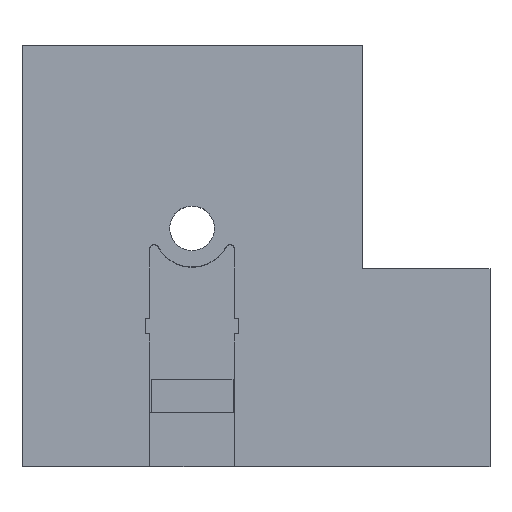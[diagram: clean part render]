
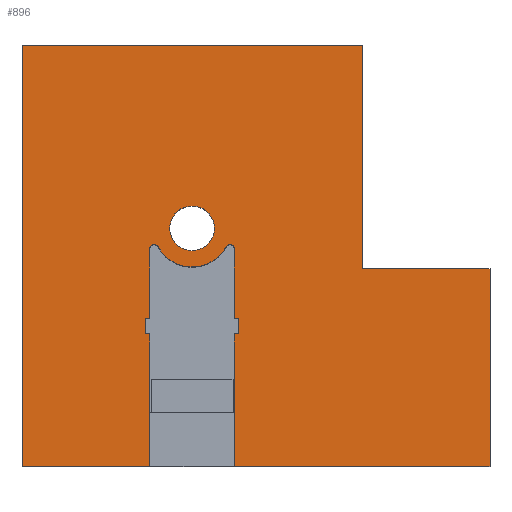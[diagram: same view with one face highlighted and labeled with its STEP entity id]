
A CAD part, top view. The second image highlights one B-rep face of the part: STEP entity #896.
In plain terms, the highlighted planar face has unit normal (0, 0, 1).
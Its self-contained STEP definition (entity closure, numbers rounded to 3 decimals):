
#56=CARTESIAN_POINT('Line Origine',(4.29,0.,14.9)) ;
#60=CARTESIAN_POINT('Vertex',(8.58,0.,14.9)) ;
#62=CARTESIAN_POINT('Vertex',(0.,0.,14.9)) ;
#83=CARTESIAN_POINT('Vertex',(31.45,0.,14.9)) ;
#86=CARTESIAN_POINT('Line Origine',(22.865,0.,14.9)) ;
#90=CARTESIAN_POINT('Vertex',(14.28,0.,14.9)) ;
#729=CARTESIAN_POINT('Axis2P3D Location',(0.,28.3,14.9)) ;
#734=CARTESIAN_POINT('Line Origine',(31.45,6.65,14.9)) ;
#738=CARTESIAN_POINT('Vertex',(31.45,13.3,14.9)) ;
#741=CARTESIAN_POINT('Line Origine',(27.155,13.3,14.9)) ;
#745=CARTESIAN_POINT('Vertex',(22.86,13.3,14.9)) ;
#748=CARTESIAN_POINT('Line Origine',(22.86,20.8,14.9)) ;
#752=CARTESIAN_POINT('Vertex',(22.86,28.3,14.9)) ;
#755=CARTESIAN_POINT('Line Origine',(11.43,28.3,14.9)) ;
#759=CARTESIAN_POINT('Vertex',(0.,28.3,14.9)) ;
#762=CARTESIAN_POINT('Line Origine',(0.,14.15,14.9)) ;
#767=CARTESIAN_POINT('Line Origine',(8.58,4.45,14.9)) ;
#771=CARTESIAN_POINT('Vertex',(8.58,8.9,14.9)) ;
#774=CARTESIAN_POINT('Line Origine',(8.43,8.9,14.9)) ;
#778=CARTESIAN_POINT('Vertex',(8.28,8.9,14.9)) ;
#781=CARTESIAN_POINT('Line Origine',(8.28,9.425,14.9)) ;
#785=CARTESIAN_POINT('Vertex',(8.28,9.95,14.9)) ;
#788=CARTESIAN_POINT('Line Origine',(8.43,9.95,14.9)) ;
#792=CARTESIAN_POINT('Vertex',(8.58,9.95,14.9)) ;
#795=CARTESIAN_POINT('Line Origine',(8.58,12.284,14.9)) ;
#799=CARTESIAN_POINT('Vertex',(8.58,14.619,14.9)) ;
#802=CARTESIAN_POINT('Axis2P3D Location',(8.88,14.619,14.9)) ;
#806=CARTESIAN_POINT('Vertex',(9.144,14.762,14.9)) ;
#809=CARTESIAN_POINT('Axis2P3D Location',(11.43,16.,14.9)) ;
#813=CARTESIAN_POINT('Vertex',(13.716,14.762,14.9)) ;
#816=CARTESIAN_POINT('Axis2P3D Location',(13.98,14.619,14.9)) ;
#820=CARTESIAN_POINT('Vertex',(14.28,14.619,14.9)) ;
#823=CARTESIAN_POINT('Line Origine',(14.28,12.284,14.9)) ;
#827=CARTESIAN_POINT('Vertex',(14.28,9.95,14.9)) ;
#830=CARTESIAN_POINT('Line Origine',(14.43,9.95,14.9)) ;
#834=CARTESIAN_POINT('Vertex',(14.58,9.95,14.9)) ;
#837=CARTESIAN_POINT('Line Origine',(14.58,9.425,14.9)) ;
#841=CARTESIAN_POINT('Vertex',(14.58,8.9,14.9)) ;
#844=CARTESIAN_POINT('Line Origine',(14.43,8.9,14.9)) ;
#848=CARTESIAN_POINT('Vertex',(14.28,8.9,14.9)) ;
#851=CARTESIAN_POINT('Line Origine',(14.28,4.45,14.9)) ;
#878=CARTESIAN_POINT('Axis2P3D Location',(11.43,16.,14.9)) ;
#882=CARTESIAN_POINT('Vertex',(12.93,16.,14.9)) ;
#884=CARTESIAN_POINT('Vertex',(9.93,16.,14.9)) ;
#887=CARTESIAN_POINT('Axis2P3D Location',(11.43,16.,14.9)) ;
#57=DIRECTION('Vector Direction',(-1.,0.,0.)) ;
#87=DIRECTION('Vector Direction',(-1.,0.,0.)) ;
#730=DIRECTION('Axis2P3D Direction',(-0.,0.,1.)) ;
#731=DIRECTION('Axis2P3D XDirection',(0.,-1.,0.)) ;
#735=DIRECTION('Vector Direction',(0.,1.,0.)) ;
#742=DIRECTION('Vector Direction',(-1.,0.,0.)) ;
#749=DIRECTION('Vector Direction',(0.,-1.,0.)) ;
#756=DIRECTION('Vector Direction',(1.,0.,0.)) ;
#763=DIRECTION('Vector Direction',(0.,-1.,0.)) ;
#768=DIRECTION('Vector Direction',(0.,-1.,0.)) ;
#775=DIRECTION('Vector Direction',(1.,0.,0.)) ;
#782=DIRECTION('Vector Direction',(0.,-1.,0.)) ;
#789=DIRECTION('Vector Direction',(-1.,0.,0.)) ;
#796=DIRECTION('Vector Direction',(0.,-1.,0.)) ;
#803=DIRECTION('Axis2P3D Direction',(-0.,0.,1.)) ;
#810=DIRECTION('Axis2P3D Direction',(-0.,0.,1.)) ;
#817=DIRECTION('Axis2P3D Direction',(-0.,0.,1.)) ;
#824=DIRECTION('Vector Direction',(0.,1.,0.)) ;
#831=DIRECTION('Vector Direction',(-1.,0.,0.)) ;
#838=DIRECTION('Vector Direction',(0.,1.,0.)) ;
#845=DIRECTION('Vector Direction',(1.,0.,0.)) ;
#852=DIRECTION('Vector Direction',(0.,1.,0.)) ;
#879=DIRECTION('Axis2P3D Direction',(-0.,0.,1.)) ;
#888=DIRECTION('Axis2P3D Direction',(-0.,0.,1.)) ;
#732=AXIS2_PLACEMENT_3D('Plane Axis2P3D',#729,#730,#731) ;
#804=AXIS2_PLACEMENT_3D('Circle Axis2P3D',#802,#803,$) ;
#811=AXIS2_PLACEMENT_3D('Circle Axis2P3D',#809,#810,$) ;
#818=AXIS2_PLACEMENT_3D('Circle Axis2P3D',#816,#817,$) ;
#880=AXIS2_PLACEMENT_3D('Circle Axis2P3D',#878,#879,$) ;
#889=AXIS2_PLACEMENT_3D('Circle Axis2P3D',#887,#888,$) ;
#857=ORIENTED_EDGE('',*,*,#92,.F.) ;
#858=ORIENTED_EDGE('',*,*,#740,.T.) ;
#859=ORIENTED_EDGE('',*,*,#747,.T.) ;
#860=ORIENTED_EDGE('',*,*,#754,.T.) ;
#861=ORIENTED_EDGE('',*,*,#761,.F.) ;
#862=ORIENTED_EDGE('',*,*,#766,.F.) ;
#863=ORIENTED_EDGE('',*,*,#64,.F.) ;
#864=ORIENTED_EDGE('',*,*,#773,.F.) ;
#865=ORIENTED_EDGE('',*,*,#780,.F.) ;
#866=ORIENTED_EDGE('',*,*,#787,.F.) ;
#867=ORIENTED_EDGE('',*,*,#794,.F.) ;
#868=ORIENTED_EDGE('',*,*,#801,.F.) ;
#869=ORIENTED_EDGE('',*,*,#808,.F.) ;
#870=ORIENTED_EDGE('',*,*,#815,.F.) ;
#871=ORIENTED_EDGE('',*,*,#822,.F.) ;
#872=ORIENTED_EDGE('',*,*,#829,.F.) ;
#873=ORIENTED_EDGE('',*,*,#836,.F.) ;
#874=ORIENTED_EDGE('',*,*,#843,.F.) ;
#875=ORIENTED_EDGE('',*,*,#850,.F.) ;
#876=ORIENTED_EDGE('',*,*,#855,.F.) ;
#893=ORIENTED_EDGE('',*,*,#886,.F.) ;
#894=ORIENTED_EDGE('',*,*,#891,.F.) ;
#895=FACE_BOUND('',#892,.T.) ;
#58=VECTOR('Line Direction',#57,1.) ;
#88=VECTOR('Line Direction',#87,1.) ;
#736=VECTOR('Line Direction',#735,1.) ;
#743=VECTOR('Line Direction',#742,1.) ;
#750=VECTOR('Line Direction',#749,1.) ;
#757=VECTOR('Line Direction',#756,1.) ;
#764=VECTOR('Line Direction',#763,1.) ;
#769=VECTOR('Line Direction',#768,1.) ;
#776=VECTOR('Line Direction',#775,1.) ;
#783=VECTOR('Line Direction',#782,1.) ;
#790=VECTOR('Line Direction',#789,1.) ;
#797=VECTOR('Line Direction',#796,1.) ;
#825=VECTOR('Line Direction',#824,1.) ;
#832=VECTOR('Line Direction',#831,1.) ;
#839=VECTOR('Line Direction',#838,1.) ;
#846=VECTOR('Line Direction',#845,1.) ;
#853=VECTOR('Line Direction',#852,1.) ;
#896=ADVANCED_FACE('HOUSING',(#877,#895),#733,.T.) ;
#805=CIRCLE('generated circle',#804,0.3) ;
#812=CIRCLE('generated circle',#811,2.6) ;
#819=CIRCLE('generated circle',#818,0.3) ;
#881=CIRCLE('generated circle',#880,1.5) ;
#890=CIRCLE('generated circle',#889,1.5) ;
#64=EDGE_CURVE('',#61,#63,#59,.T.) ;
#92=EDGE_CURVE('',#84,#91,#89,.T.) ;
#740=EDGE_CURVE('',#84,#739,#737,.T.) ;
#747=EDGE_CURVE('',#739,#746,#744,.T.) ;
#754=EDGE_CURVE('',#746,#753,#751,.F.) ;
#761=EDGE_CURVE('',#760,#753,#758,.T.) ;
#766=EDGE_CURVE('',#63,#760,#765,.F.) ;
#773=EDGE_CURVE('',#772,#61,#770,.T.) ;
#780=EDGE_CURVE('',#779,#772,#777,.T.) ;
#787=EDGE_CURVE('',#786,#779,#784,.T.) ;
#794=EDGE_CURVE('',#793,#786,#791,.T.) ;
#801=EDGE_CURVE('',#800,#793,#798,.T.) ;
#808=EDGE_CURVE('',#807,#800,#805,.T.) ;
#815=EDGE_CURVE('',#814,#807,#812,.F.) ;
#822=EDGE_CURVE('',#821,#814,#819,.T.) ;
#829=EDGE_CURVE('',#828,#821,#826,.T.) ;
#836=EDGE_CURVE('',#835,#828,#833,.T.) ;
#843=EDGE_CURVE('',#842,#835,#840,.T.) ;
#850=EDGE_CURVE('',#849,#842,#847,.T.) ;
#855=EDGE_CURVE('',#91,#849,#854,.T.) ;
#886=EDGE_CURVE('',#883,#885,#881,.T.) ;
#891=EDGE_CURVE('',#885,#883,#890,.T.) ;
#856=EDGE_LOOP('',(#857,#858,#859,#860,#861,#862,#863,#864,#865,#866,#867,#868,#869,#870,#871,#872,#873,#874,#875,#876)) ;
#892=EDGE_LOOP('',(#893,#894)) ;
#877=FACE_OUTER_BOUND('',#856,.T.) ;
#59=LINE('Line',#56,#58) ;
#89=LINE('Line',#86,#88) ;
#737=LINE('Line',#734,#736) ;
#744=LINE('Line',#741,#743) ;
#751=LINE('Line',#748,#750) ;
#758=LINE('Line',#755,#757) ;
#765=LINE('Line',#762,#764) ;
#770=LINE('Line',#767,#769) ;
#777=LINE('Line',#774,#776) ;
#784=LINE('Line',#781,#783) ;
#791=LINE('Line',#788,#790) ;
#798=LINE('Line',#795,#797) ;
#826=LINE('Line',#823,#825) ;
#833=LINE('Line',#830,#832) ;
#840=LINE('Line',#837,#839) ;
#847=LINE('Line',#844,#846) ;
#854=LINE('Line',#851,#853) ;
#733=PLANE('',#732) ;
#61=VERTEX_POINT('',#60) ;
#63=VERTEX_POINT('',#62) ;
#84=VERTEX_POINT('',#83) ;
#91=VERTEX_POINT('',#90) ;
#739=VERTEX_POINT('',#738) ;
#746=VERTEX_POINT('',#745) ;
#753=VERTEX_POINT('',#752) ;
#760=VERTEX_POINT('',#759) ;
#772=VERTEX_POINT('',#771) ;
#779=VERTEX_POINT('',#778) ;
#786=VERTEX_POINT('',#785) ;
#793=VERTEX_POINT('',#792) ;
#800=VERTEX_POINT('',#799) ;
#807=VERTEX_POINT('',#806) ;
#814=VERTEX_POINT('',#813) ;
#821=VERTEX_POINT('',#820) ;
#828=VERTEX_POINT('',#827) ;
#835=VERTEX_POINT('',#834) ;
#842=VERTEX_POINT('',#841) ;
#849=VERTEX_POINT('',#848) ;
#883=VERTEX_POINT('',#882) ;
#885=VERTEX_POINT('',#884) ;
